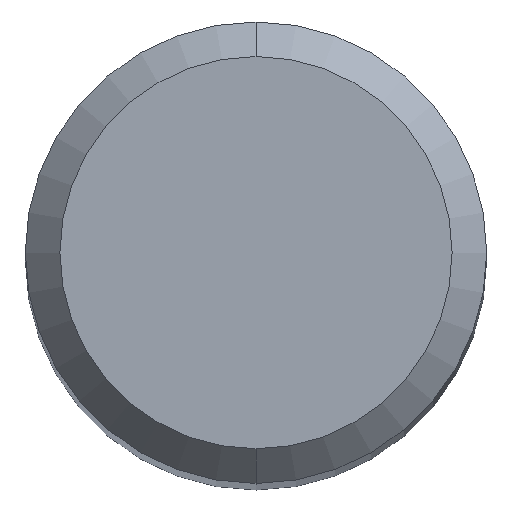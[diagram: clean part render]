
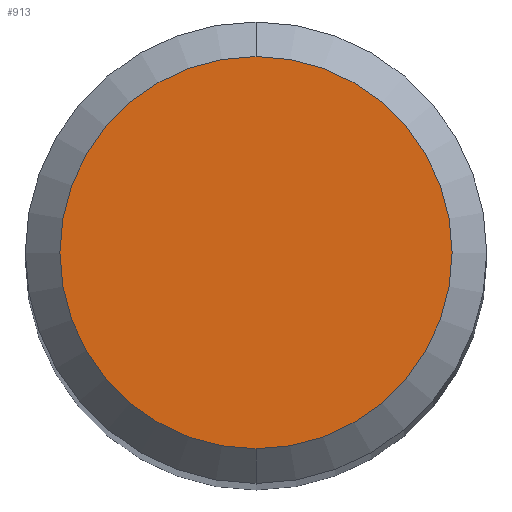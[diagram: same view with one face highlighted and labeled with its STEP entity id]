
A CAD part, top view. The second image highlights one B-rep face of the part: STEP entity #913.
In plain terms, the highlighted planar face has unit normal (0, 0, 1).
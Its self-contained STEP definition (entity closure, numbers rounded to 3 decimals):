
#561=EDGE_CURVE('',#843,#807,#1333,.T.);
#669=EDGE_CURVE('',#807,#843,#1446,.T.);
#807=VERTEX_POINT('',#1592);
#843=VERTEX_POINT('',#1631);
#913=ADVANCED_FACE('',(#1712),#1713,.T.);
#1333=CIRCLE('',#2626,1.7);
#1446=CIRCLE('',#3047,1.7);
#1592=CARTESIAN_POINT('',(0.,-1.7,0.0));
#1631=CARTESIAN_POINT('',(0.0,1.7,0.0));
#1712=FACE_OUTER_BOUND('',#4057,.T.);
#1713=PLANE('',#4058);
#2626=AXIS2_PLACEMENT_3D('',#5271,#5272,#5273);
#3047=AXIS2_PLACEMENT_3D('',#5359,#5360,#5361);
#4057=EDGE_LOOP('',(#5651,#5652));
#4058=AXIS2_PLACEMENT_3D('',#5653,#5654,#5655);
#5271=CARTESIAN_POINT('',(0.0,0.0,0.0));
#5272=DIRECTION('',(0.0,0.0,-1.0));
#5273=DIRECTION('',(0.0,1.0,0.0));
#5359=CARTESIAN_POINT('',(0.0,0.0,0.0));
#5360=DIRECTION('',(0.0,0.0,-1.0));
#5361=DIRECTION('',(0.0,1.0,0.0));
#5651=ORIENTED_EDGE('',*,*,#561,.F.);
#5652=ORIENTED_EDGE('',*,*,#669,.F.);
#5653=CARTESIAN_POINT('',(0.0,0.85,0.0));
#5654=DIRECTION('',(-0.0,0.0,1.0));
#5655=DIRECTION('',(0.0,-1.0,0.0));
